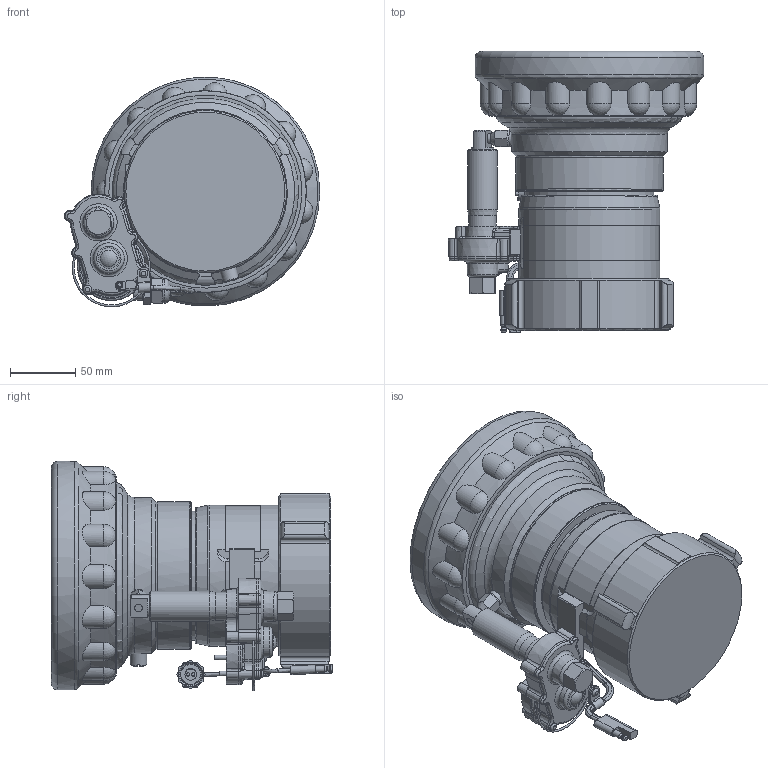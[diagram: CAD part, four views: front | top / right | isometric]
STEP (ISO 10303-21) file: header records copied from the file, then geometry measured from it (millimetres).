
FILE_DESCRIPTION (( 'STEP AP214' ), '1' );
FILE_NAME ('SM-1000E-35.STEP', '2015-04-06T20:48:29', ( 'eb' ), ( '' ), 'SwSTEP 2.0', 'SolidWorks 2015', '' );
FILE_SCHEMA (( 'AUTOMOTIVE_DESIGN' ));
Length unit declared in the file: inch
Products named in the file (1): SM-1000E-35
Bounding box: 195.05 x 214.55 x 175.24 mm (x, y, z)
Volume: 2936984.8 mm3; surface area: 170127.1 mm2
Topology: 1 solids, 1 shells, 561 faces, 1388 edges, 852 vertices
Faces by surface type: plane 167, cone 114, cylinder 97, bspline 97, torus 67, sphere 19
Full cylindrical faces by diameter (mm): 2.381 x4, 2.383 x1, 3.505 x3, 4.763 x1, 5.74 x1, 6.655 x2, 7.671 x1, 8.763 x1, 8.89 x1, 12.192 x1, 12.548 x1, 12.7 x1, 13.716 x1, 15.037 x1, 15.991 x1, 17.475 x1, 18.923 x1, 21.336 x1, 22.911 x1, 98.425 x1, 107.747 x2, 112.09 x1, 112.598 x1, 112.852 x1, 119.202 x1, 154.019 x1, 174.619 x1
Entity records: 27372 total; most frequent: CARTESIAN_POINT 10030, ORIENTED_EDGE 2546, DIRECTION 2262, EDGE_CURVE 1273, AXIS2_PLACEMENT_3D 958, VERTEX_POINT 823, EDGE_LOOP 682, FACE_OUTER_BOUND 619
